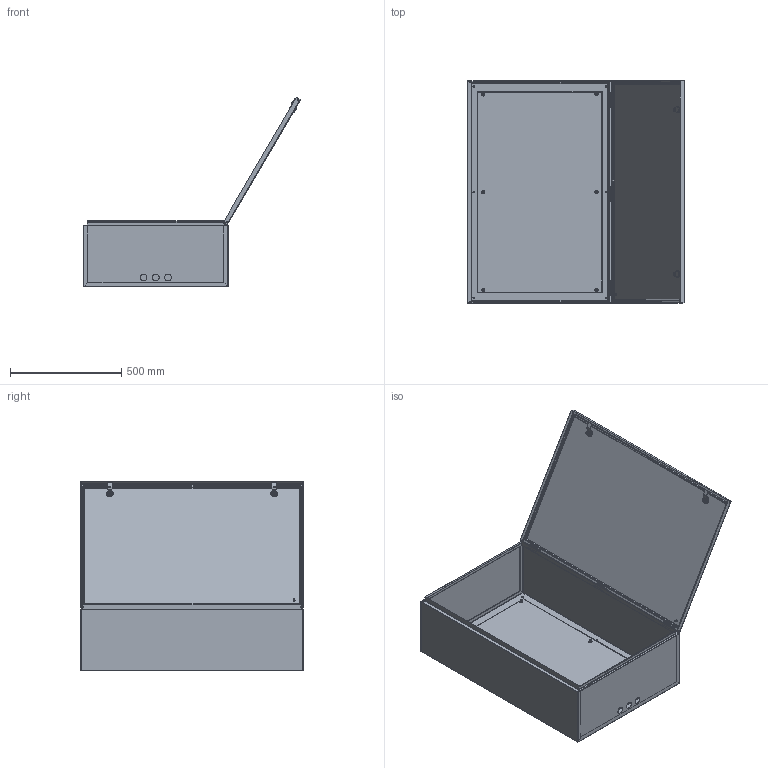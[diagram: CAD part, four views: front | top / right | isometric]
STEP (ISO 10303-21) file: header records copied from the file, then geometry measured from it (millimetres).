
FILE_DESCRIPTION (( 'STEP AP214' ), '1' );
FILE_NAME ('昈-1605.00.00.000 捘.STEP', '2018-07-31T10:53:33', ( 'Admin' ), ( '' ), 'SwSTEP 2.0', 'SolidWorks 2017', '' );
FILE_SCHEMA (( 'AUTOMOTIVE_DESIGN' ));
Length unit declared in the file: millimetre
Products named in the file (18): Ñòåíêà çàäíÿÿ â ñáîðå ÌÈ-1605.01.01.000 ÑÁ; Øïèëüêà Ì6õ12; Øïèëüêà îáìåäíåííàÿ Ì6õ20; Ñòåíêà çàäíÿÿ ÌÈ-1605.01.01.001; 昈-1605.00.00.000 捘; split pin_din_DIN 94-4x56-C-St; rivet 02_din_DIN 660-5x8-St-A-2; Íàâåñêà íà êîðïóñ ïîä êëåïêó; hex flange nut_din_Hexagon Flange Nut DIN 6923 - M6 - N; Äâåðü â ñáîðå ÌÈ-1605.02.00.000 ÑÁ; Ïåòëÿ íà äâåðü ï-îáðàçíàÿ; ﾇ瑟鶴 IP54; ÏÀÊ íà äâåðü ÌÈ-1605; ﾄ粢 ﾌﾈ-1605.02.00.001; Ïàíåëü ìîíòàæíàÿ ÌÈ-1605.00.00.001; Êîðïóñ â ñáîðå ÌÈ-1605.01.00.000 ÑÁ; Ñòåíêà íèæíÿÿ ÌÈ-1605.01.00.002; Ñòåíêà âåðõíÿÿ ÌÈ-1605.01.00.001
Assembly tree (40 placements, depth 4):
  昈-1605.00.00.000 捘
    Êîðïóñ â ñáîðå ÌÈ-1605.01.00.000 ÑÁ
      Ñòåíêà çàäíÿÿ â ñáîðå ÌÈ-1605.01.01.000 ÑÁ
        Ñòåíêà çàäíÿÿ ÌÈ-1605.01.01.001
        Øïèëüêà îáìåäíåííàÿ Ì6õ20  x6
        Øïèëüêà Ì6õ12
      Ñòåíêà âåðõíÿÿ ÌÈ-1605.01.00.001
      Ñòåíêà íèæíÿÿ ÌÈ-1605.01.00.002
    Ïàíåëü ìîíòàæíàÿ ÌÈ-1605.00.00.001
    Äâåðü â ñáîðå ÌÈ-1605.02.00.000 ÑÁ
      ﾄ粢 ﾌﾈ-1605.02.00.001
      ÏÀÊ íà äâåðü ÌÈ-1605
      Øïèëüêà Ì6õ12
      ﾇ瑟鶴 IP54  x2
      Ïåòëÿ íà äâåðü ï-îáðàçíàÿ  x3
    hex flange nut_din_Hexagon Flange Nut DIN 6923 - M6 - N  x6
    Íàâåñêà íà êîðïóñ ïîä êëåïêó  x3
    rivet 02_din_DIN 660-5x8-St-A-2  x6
    split pin_din_DIN 94-4x56-C-St  x3
Bounding box: 975.22 x 1000 x 852.78 mm (x, y, z)
Volume: 2526849 mm3; surface area: 6049403.8 mm2
Topology: 43 solids, 43 shells, 1264 faces, 2962 edges, 1774 vertices
Faces by surface type: plane 632, cylinder 386, cone 112, torus 70, bspline 60, sphere 4
Entity records: 22171 total; most frequent: CARTESIAN_POINT 5123, DIRECTION 3417, ORIENTED_EDGE 3252, EDGE_CURVE 1626, AXIS2_PLACEMENT_3D 1209, VECTOR 999, LINE 999, VERTEX_POINT 981
